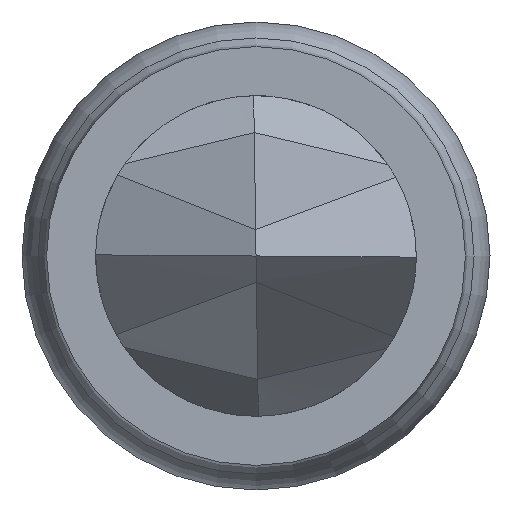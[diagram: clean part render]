
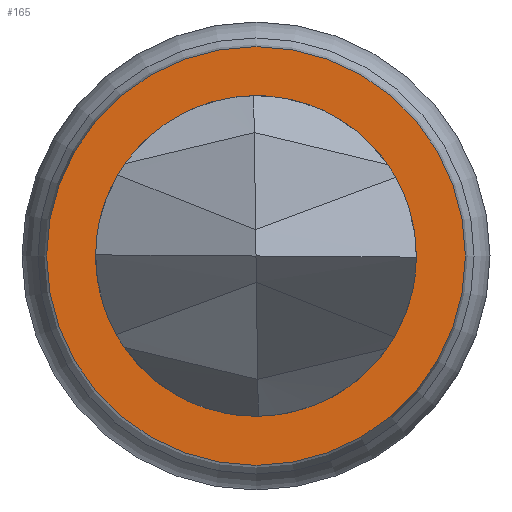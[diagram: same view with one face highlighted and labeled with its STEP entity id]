
A CAD part, left-side view. The second image highlights one B-rep face of the part: STEP entity #165.
In plain terms, the highlighted planar face has unit normal (-1, 0, 0).
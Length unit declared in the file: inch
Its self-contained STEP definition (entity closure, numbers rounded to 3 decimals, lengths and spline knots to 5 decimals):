
#70 = DIRECTION ( 'NONE',  ( 0., 0., 1. ) ) ;
#88 = DIRECTION ( 'NONE',  ( 0., -1., 0. ) ) ;
#158 = AXIS2_PLACEMENT_3D ( 'NONE', #2222, #2432, #70 ) ;
#165 = ADVANCED_FACE ( 'NONE', ( #1503, #2444 ), #1276, .T. ) ;
#289 = DIRECTION ( 'NONE',  ( -1., 0., 0. ) ) ;
#304 = EDGE_CURVE ( 'NONE', #2376, #2376, #2177, .T. ) ;
#314 = EDGE_CURVE ( 'NONE', #1874, #1874, #2285, .T. ) ;
#584 = EDGE_LOOP ( 'NONE', ( #2101 ) ) ;
#803 = EDGE_LOOP ( 'NONE', ( #2776 ) ) ;
#924 = CARTESIAN_POINT ( 'NONE',  ( 0., -0.01055, 0. ) ) ;
#1020 = CARTESIAN_POINT ( 'NONE',  ( 0., 0.0129, 0. ) ) ;
#1276 = PLANE ( 'NONE',  #2226 ) ;
#1503 = FACE_BOUND ( 'NONE', #584, .T. ) ;
#1691 = DIRECTION ( 'NONE',  ( -1., 0., 0. ) ) ;
#1874 = VERTEX_POINT ( 'NONE', #924 ) ;
#1949 = CARTESIAN_POINT ( 'NONE',  ( 0., 0., 0. ) ) ;
#2101 = ORIENTED_EDGE ( 'NONE', *, *, #314, .F. ) ;
#2177 = CIRCLE ( 'NONE', #158, 0.01378 ) ;
#2222 = CARTESIAN_POINT ( 'NONE',  ( 0., 0., 0. ) ) ;
#2226 = AXIS2_PLACEMENT_3D ( 'NONE', #1020, #1691, #2704 ) ;
#2285 = CIRCLE ( 'NONE', #2943, 0.01055 ) ;
#2376 = VERTEX_POINT ( 'NONE', #3026 ) ;
#2432 = DIRECTION ( 'NONE',  ( -1., 0., 0. ) ) ;
#2444 = FACE_OUTER_BOUND ( 'NONE', #803, .T. ) ;
#2704 = DIRECTION ( 'NONE',  ( 0., 0., 1. ) ) ;
#2776 = ORIENTED_EDGE ( 'NONE', *, *, #304, .T. ) ;
#2943 = AXIS2_PLACEMENT_3D ( 'NONE', #1949, #289, #88 ) ;
#3026 = CARTESIAN_POINT ( 'NONE',  ( 0., 0., 0.01378 ) ) ;
